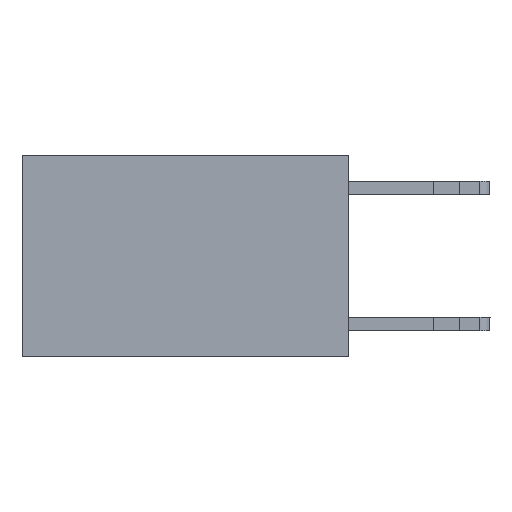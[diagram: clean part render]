
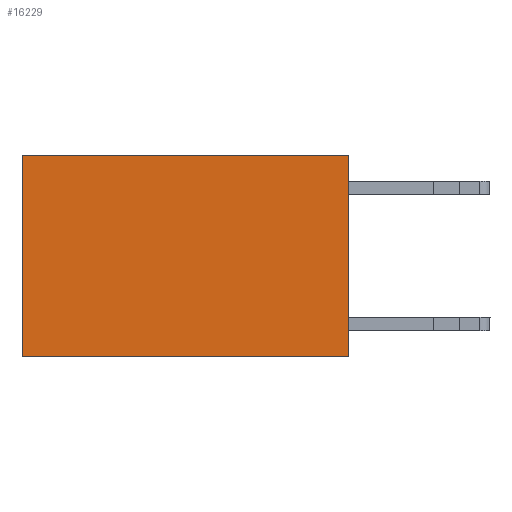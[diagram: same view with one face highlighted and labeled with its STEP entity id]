
A CAD part, left-side view. The second image highlights one B-rep face of the part: STEP entity #16229.
In plain terms, the highlighted planar face has unit normal (-1, 0, 0).
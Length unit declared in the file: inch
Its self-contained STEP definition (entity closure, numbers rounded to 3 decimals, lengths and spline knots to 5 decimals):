
#1649 = EDGE_CURVE ( 'NONE', #4215, #12983, #9777, .T. ) ;
#2035 = DIRECTION ( 'NONE',  ( 1., 0., 0. ) ) ;
#2136 = CARTESIAN_POINT ( 'NONE',  ( 0.2625, 0., -0.37 ) ) ;
#3014 = VERTEX_POINT ( 'NONE', #7069 ) ;
#3811 = ORIENTED_EDGE ( 'NONE', *, *, #8340, .T. ) ;
#4038 = CARTESIAN_POINT ( 'NONE',  ( 0.2625, 0., 0. ) ) ;
#4080 = DIRECTION ( 'NONE',  ( 0., 0., -1. ) ) ;
#4215 = VERTEX_POINT ( 'NONE', #6289 ) ;
#4327 = CARTESIAN_POINT ( 'NONE',  ( 0.2625, 0., -0.37 ) ) ;
#5059 = DIRECTION ( 'NONE',  ( 0., 1., 0. ) ) ;
#5543 = VECTOR ( 'NONE', #4080, 39.37008 ) ;
#6289 = CARTESIAN_POINT ( 'NONE',  ( 0.2625, 0., 0. ) ) ;
#7069 = CARTESIAN_POINT ( 'NONE',  ( 0.2625, 0.6, 0. ) ) ;
#7277 = EDGE_CURVE ( 'NONE', #12983, #9677, #16053, .T. ) ;
#7418 = CARTESIAN_POINT ( 'NONE',  ( 0.2625, 0., 0. ) ) ;
#8093 = ORIENTED_EDGE ( 'NONE', *, *, #7277, .F. ) ;
#8340 = EDGE_CURVE ( 'NONE', #3014, #9677, #14329, .T. ) ;
#8552 = ORIENTED_EDGE ( 'NONE', *, *, #1649, .F. ) ;
#9677 = VERTEX_POINT ( 'NONE', #11647 ) ;
#9777 = LINE ( 'NONE', #4038, #5543 ) ;
#10576 = PLANE ( 'NONE',  #14033 ) ;
#10640 = CARTESIAN_POINT ( 'NONE',  ( 0.2625, 0., 0. ) ) ;
#11647 = CARTESIAN_POINT ( 'NONE',  ( 0.2625, 0.6, -0.37 ) ) ;
#12054 = DIRECTION ( 'NONE',  ( 0., 0., -1. ) ) ;
#12406 = VECTOR ( 'NONE', #5059, 39.37008 ) ;
#12912 = CARTESIAN_POINT ( 'NONE',  ( 0.2625, 0.6, 0. ) ) ;
#12958 = VECTOR ( 'NONE', #17144, 39.37008 ) ;
#12983 = VERTEX_POINT ( 'NONE', #4327 ) ;
#14033 = AXIS2_PLACEMENT_3D ( 'NONE', #10640, #2035, #12054 ) ;
#14329 = LINE ( 'NONE', #12912, #17513 ) ;
#14957 = EDGE_CURVE ( 'NONE', #4215, #3014, #16581, .T. ) ;
#16053 = LINE ( 'NONE', #2136, #12406 ) ;
#16229 = ADVANCED_FACE ( 'NONE', ( #17690 ), #10576, .F. ) ;
#16362 = ORIENTED_EDGE ( 'NONE', *, *, #14957, .T. ) ;
#16581 = LINE ( 'NONE', #7418, #12958 ) ;
#16972 = EDGE_LOOP ( 'NONE', ( #3811, #8093, #8552, #16362 ) ) ;
#17042 = DIRECTION ( 'NONE',  ( 0., 0., -1. ) ) ;
#17144 = DIRECTION ( 'NONE',  ( 0., 1., 0. ) ) ;
#17513 = VECTOR ( 'NONE', #17042, 39.37008 ) ;
#17690 = FACE_OUTER_BOUND ( 'NONE', #16972, .T. ) ;
